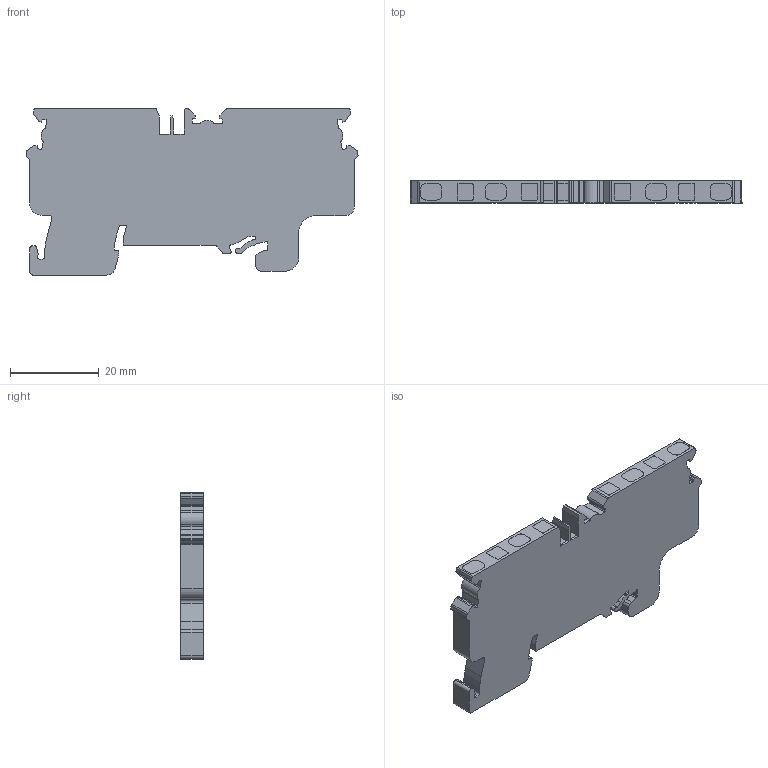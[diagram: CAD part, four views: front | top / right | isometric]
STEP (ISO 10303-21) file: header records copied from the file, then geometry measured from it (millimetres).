
FILE_DESCRIPTION(/* description */ (''),/* implementation_level */ '2;1');
FILE_NAME(/* name */ 'CX2_5_4ED1.stp',/* time_stamp */ '2016-06-17T15:52:58-04:00',/* author */ ('CAD Station'),/* organization */ (''),/* preprocessor_version */ 'ST-DEVELOPER v16.1',/* originating_system */ 'Autodesk Inventor 2016',/* authorisation */ '');
FILE_SCHEMA (('AUTOMOTIVE_DESIGN { 1 0 10303 214 3 1 1 }'));
Length unit declared in the file: metre
Products named in the file (1): CX2.5_4(E)D1
Bounding box: 74.7 x 5 x 37.4 mm (x, y, z)
Volume: 11040.1 mm3; surface area: 5961.4 mm2
Topology: 1 solids, 1 shells, 262 faces, 756 edges, 505 vertices
Faces by surface type: plane 143, cylinder 119
Entity records: 8961 total; most frequent: CARTESIAN_POINT 1524, DIRECTION 1519, ORIENTED_EDGE 1512, EDGE_CURVE 756, LINE 519, VECTOR 519, VERTEX_POINT 505, AXIS2_PLACEMENT_3D 500
